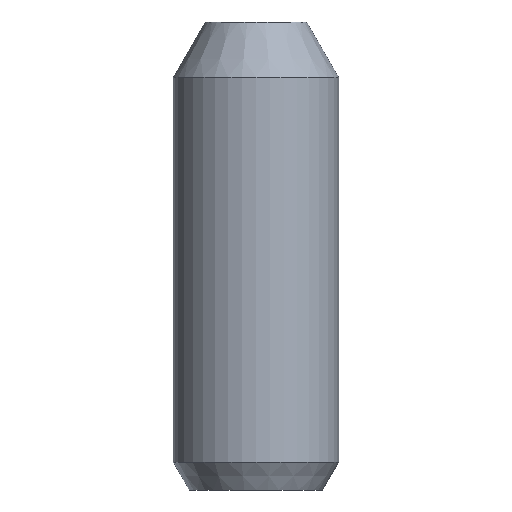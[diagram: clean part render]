
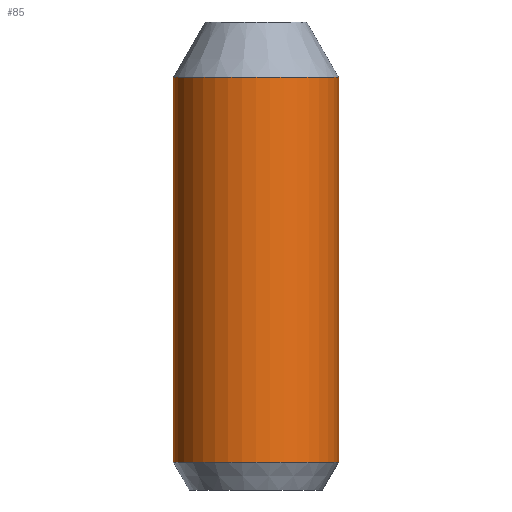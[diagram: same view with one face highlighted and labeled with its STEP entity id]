
A CAD part, front view. The second image highlights one B-rep face of the part: STEP entity #85.
In plain terms, the highlighted cylindrical face has radius 6 mm (diameter 12 mm), a partial arc.
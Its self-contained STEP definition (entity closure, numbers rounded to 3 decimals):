
#21 = DIRECTION ( 'NONE',  ( 1., 0., 0. ) ) ;
#54 = CIRCLE ( 'NONE', #153, 6. ) ;
#59 = CARTESIAN_POINT ( 'NONE',  ( 6., 0., 30. ) ) ;
#83 = ORIENTED_EDGE ( 'NONE', *, *, #262, .F. ) ;
#84 = CARTESIAN_POINT ( 'NONE',  ( 0., 0., 50. ) ) ;
#85 = ADVANCED_FACE ( 'NONE', ( #344 ), #151, .T. ) ;
#94 = LINE ( 'NONE', #152, #249 ) ;
#96 = VERTEX_POINT ( 'NONE', #59 ) ;
#104 = ORIENTED_EDGE ( 'NONE', *, *, #155, .T. ) ;
#112 = VERTEX_POINT ( 'NONE', #269 ) ;
#116 = DIRECTION ( 'NONE',  ( 0., 0., 1. ) ) ;
#120 = AXIS2_PLACEMENT_3D ( 'NONE', #172, #116, #346 ) ;
#126 = EDGE_LOOP ( 'NONE', ( #83, #260, #104, #259 ) ) ;
#147 = VERTEX_POINT ( 'NONE', #196 ) ;
#151 = CYLINDRICAL_SURFACE ( 'NONE', #275, 6. ) ;
#152 = CARTESIAN_POINT ( 'NONE',  ( -6., 0., 50. ) ) ;
#153 = AXIS2_PLACEMENT_3D ( 'NONE', #264, #181, #21 ) ;
#155 = EDGE_CURVE ( 'NONE', #147, #96, #211, .T. ) ;
#158 = CIRCLE ( 'NONE', #120, 6. ) ;
#159 = DIRECTION ( 'NONE',  ( 0., 0., 1. ) ) ;
#172 = CARTESIAN_POINT ( 'NONE',  ( 0., 0., 2. ) ) ;
#181 = DIRECTION ( 'NONE',  ( 0., 0., 1. ) ) ;
#182 = VECTOR ( 'NONE', #332, 1000. ) ;
#192 = CARTESIAN_POINT ( 'NONE',  ( -6., 0., 2. ) ) ;
#196 = CARTESIAN_POINT ( 'NONE',  ( 6., 0., 2. ) ) ;
#210 = DIRECTION ( 'NONE',  ( 0., 0., 1. ) ) ;
#211 = LINE ( 'NONE', #273, #182 ) ;
#232 = EDGE_CURVE ( 'NONE', #289, #147, #158, .T. ) ;
#249 = VECTOR ( 'NONE', #159, 1000. ) ;
#255 = EDGE_CURVE ( 'NONE', #112, #96, #54, .T. ) ;
#259 = ORIENTED_EDGE ( 'NONE', *, *, #255, .F. ) ;
#260 = ORIENTED_EDGE ( 'NONE', *, *, #232, .T. ) ;
#262 = EDGE_CURVE ( 'NONE', #289, #112, #94, .T. ) ;
#264 = CARTESIAN_POINT ( 'NONE',  ( 0., 0., 30. ) ) ;
#265 = DIRECTION ( 'NONE',  ( 1., 0., 0. ) ) ;
#269 = CARTESIAN_POINT ( 'NONE',  ( -6., 0., 30. ) ) ;
#273 = CARTESIAN_POINT ( 'NONE',  ( 6., 0., 50. ) ) ;
#275 = AXIS2_PLACEMENT_3D ( 'NONE', #84, #210, #265 ) ;
#289 = VERTEX_POINT ( 'NONE', #192 ) ;
#332 = DIRECTION ( 'NONE',  ( 0., 0., 1. ) ) ;
#344 = FACE_OUTER_BOUND ( 'NONE', #126, .T. ) ;
#346 = DIRECTION ( 'NONE',  ( 1., 0., 0. ) ) ;
